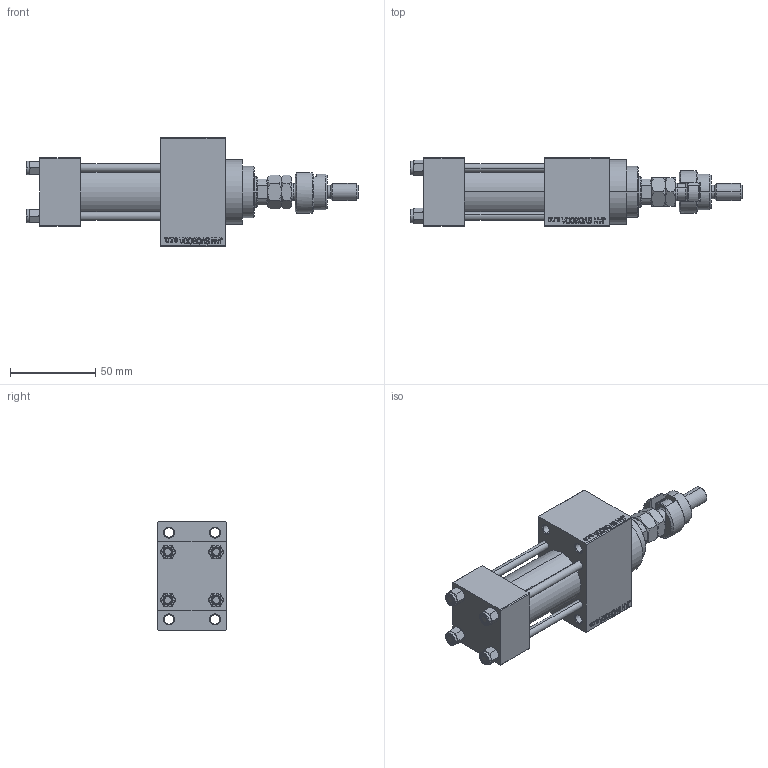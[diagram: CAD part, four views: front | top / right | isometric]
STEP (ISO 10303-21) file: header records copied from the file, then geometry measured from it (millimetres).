
FILE_DESCRIPTION (( 'STEP AP203' ), '1' );
FILE_NAME ('145c.STEP', '2023-08-23T12:10:16', ( '' ), ( '' ), 'SwSTEP 2.0', 'SolidWorks 2019', '' );
FILE_SCHEMA (( 'CONFIG_CONTROL_DESIGN' ));
Length unit declared in the file: millimetre
Products named in the file (9): 145c; DFA 9857aa9d271ec71d320bfe75d2721bcc; FEMALE_PART_FOR_DFA 9857aa9d271ec71d320bfe75d2721bcc; NUT_M5_D 9857aa9d271ec71d320bfe75d2721bcc; V215CR_D_Body 9857aa9d271ec71d320bfe75d2721bcc; V215_VC_A 9857aa9d271ec71d320bfe75d2721bcc; V215CR_D_TYCINKA 9857aa9d271ec71d320bfe75d2721bcc; MFA 9857aa9d271ec71d320bfe75d2721bcc; V215CR_VCP_D 9857aa9d271ec71d320bfe75d2721bcc
Assembly tree (14 placements, depth 3):
  145c
    V215CR_D_Body 9857aa9d271ec71d320bfe75d2721bcc
    V215CR_VCP_D 9857aa9d271ec71d320bfe75d2721bcc
    NUT_M5_D 9857aa9d271ec71d320bfe75d2721bcc  x4
    V215CR_D_TYCINKA 9857aa9d271ec71d320bfe75d2721bcc  x4
    V215_VC_A 9857aa9d271ec71d320bfe75d2721bcc
    DFA 9857aa9d271ec71d320bfe75d2721bcc
      FEMALE_PART_FOR_DFA 9857aa9d271ec71d320bfe75d2721bcc
      MFA 9857aa9d271ec71d320bfe75d2721bcc
Bounding box: 195 x 40 x 64 mm (x, y, z)
Volume: 192578.1 mm3; surface area: 69659.5 mm2
Topology: 13 solids, 13 shells, 1185 faces, 2920 edges, 1875 vertices
Faces by surface type: plane 523, bspline 368, cone 182, cylinder 100, torus 12
Entity records: 49851 total; most frequent: CARTESIAN_POINT 25725, ORIENTED_EDGE 5332, DIRECTION 3546, EDGE_CURVE 2666, VERTEX_POINT 1731, LINE 1558, VECTOR 1558, EDGE_LOOP 1199
